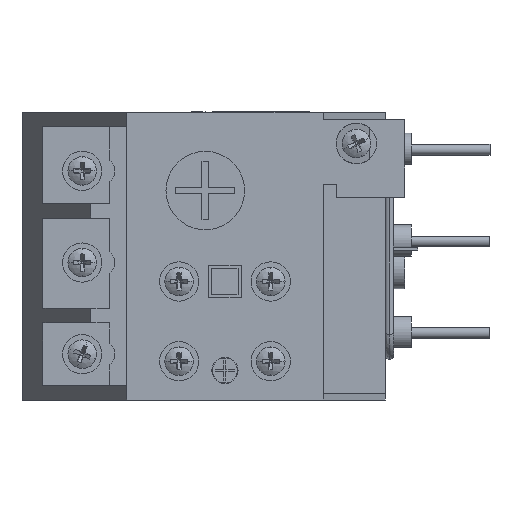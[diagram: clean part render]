
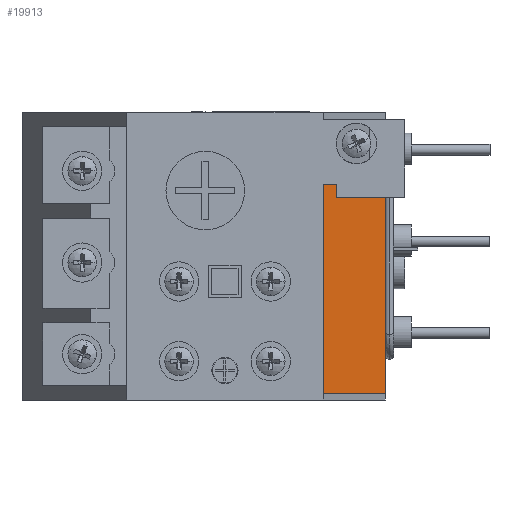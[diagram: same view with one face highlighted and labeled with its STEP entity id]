
A CAD part, left-side view. The second image highlights one B-rep face of the part: STEP entity #19913.
In plain terms, the highlighted planar face has unit normal (-1, 0, 0).
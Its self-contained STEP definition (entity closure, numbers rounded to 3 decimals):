
#803 = CARTESIAN_POINT ( 'NONE',  ( -28.5, -24.5, -21. ) ) ;
#862 = CARTESIAN_POINT ( 'NONE',  ( -28.5, -17., 11. ) ) ;
#2167 = CARTESIAN_POINT ( 'NONE',  ( -28.5, -15., 11. ) ) ;
#2596 = DIRECTION ( 'NONE',  ( 0., 1., 0. ) ) ;
#2711 = ORIENTED_EDGE ( 'NONE', *, *, #31792, .F. ) ;
#2890 = ORIENTED_EDGE ( 'NONE', *, *, #6730, .T. ) ;
#3040 = CARTESIAN_POINT ( 'NONE',  ( -28.5, -15., 0. ) ) ;
#3125 = ORIENTED_EDGE ( 'NONE', *, *, #25114, .F. ) ;
#3263 = ORIENTED_EDGE ( 'NONE', *, *, #32681, .T. ) ;
#3489 = VERTEX_POINT ( 'NONE', #12621 ) ;
#5020 = VERTEX_POINT ( 'NONE', #17096 ) ;
#5338 = DIRECTION ( 'NONE',  ( 0., 0., 1. ) ) ;
#5402 = VECTOR ( 'NONE', #23562, 1000. ) ;
#6036 = CARTESIAN_POINT ( 'NONE',  ( -28.5, -24.5, -21. ) ) ;
#6730 = EDGE_CURVE ( 'NONE', #32297, #23564, #34472, .T. ) ;
#8016 = DIRECTION ( 'NONE',  ( 0., 0., 1. ) ) ;
#8881 = EDGE_LOOP ( 'NONE', ( #2711, #3263, #2890, #10251, #3125, #16235 ) ) ;
#10251 = ORIENTED_EDGE ( 'NONE', *, *, #12498, .F. ) ;
#10716 = VERTEX_POINT ( 'NONE', #15244 ) ;
#10812 = VECTOR ( 'NONE', #19811, 1000. ) ;
#12498 = EDGE_CURVE ( 'NONE', #10716, #23564, #18761, .T. ) ;
#12621 = CARTESIAN_POINT ( 'NONE',  ( -28.5, -24.5, 9. ) ) ;
#13182 = LINE ( 'NONE', #31857, #5402 ) ;
#15244 = CARTESIAN_POINT ( 'NONE',  ( -28.5, -15., -21. ) ) ;
#15551 = LINE ( 'NONE', #803, #10812 ) ;
#16235 = ORIENTED_EDGE ( 'NONE', *, *, #16338, .F. ) ;
#16338 = EDGE_CURVE ( 'NONE', #3489, #24131, #13182, .T. ) ;
#16673 = PLANE ( 'NONE',  #27291 ) ;
#17096 = CARTESIAN_POINT ( 'NONE',  ( -28.5, -17., 9. ) ) ;
#18761 = LINE ( 'NONE', #3040, #20074 ) ;
#19811 = DIRECTION ( 'NONE',  ( 0., 1., 0. ) ) ;
#19913 = ADVANCED_FACE ( 'NONE', ( #22129 ), #16673, .T. ) ;
#20074 = VECTOR ( 'NONE', #26524, 1000. ) ;
#21811 = CARTESIAN_POINT ( 'NONE',  ( -28.5, 0., 0. ) ) ;
#22129 = FACE_OUTER_BOUND ( 'NONE', #8881, .T. ) ;
#23562 = DIRECTION ( 'NONE',  ( 0., 0., -1. ) ) ;
#23564 = VERTEX_POINT ( 'NONE', #2167 ) ;
#24131 = VERTEX_POINT ( 'NONE', #6036 ) ;
#24590 = DIRECTION ( 'NONE',  ( -1., 0., 0. ) ) ;
#25114 = EDGE_CURVE ( 'NONE', #24131, #10716, #15551, .T. ) ;
#25594 = VECTOR ( 'NONE', #8016, 1000. ) ;
#26524 = DIRECTION ( 'NONE',  ( 0., 0., 1. ) ) ;
#26834 = DIRECTION ( 'NONE',  ( 0., -1., 0. ) ) ;
#27051 = VECTOR ( 'NONE', #2596, 1000. ) ;
#27291 = AXIS2_PLACEMENT_3D ( 'NONE', #21811, #24590, #5338 ) ;
#27485 = CARTESIAN_POINT ( 'NONE',  ( -28.5, -17., 9. ) ) ;
#27583 = VECTOR ( 'NONE', #26834, 1000. ) ;
#28194 = LINE ( 'NONE', #27485, #25594 ) ;
#29776 = LINE ( 'NONE', #35000, #27583 ) ;
#30021 = CARTESIAN_POINT ( 'NONE',  ( -28.5, -15., 11. ) ) ;
#31792 = EDGE_CURVE ( 'NONE', #5020, #3489, #29776, .T. ) ;
#31857 = CARTESIAN_POINT ( 'NONE',  ( -28.5, -24.5, 6. ) ) ;
#32297 = VERTEX_POINT ( 'NONE', #862 ) ;
#32681 = EDGE_CURVE ( 'NONE', #5020, #32297, #28194, .T. ) ;
#34472 = LINE ( 'NONE', #30021, #27051 ) ;
#35000 = CARTESIAN_POINT ( 'NONE',  ( -28.5, 0., 9. ) ) ;
